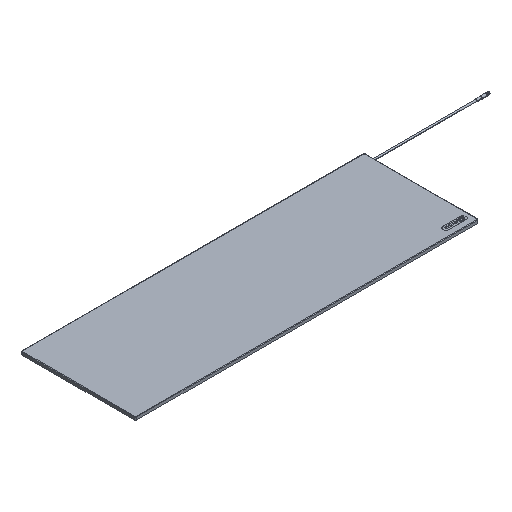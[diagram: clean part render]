
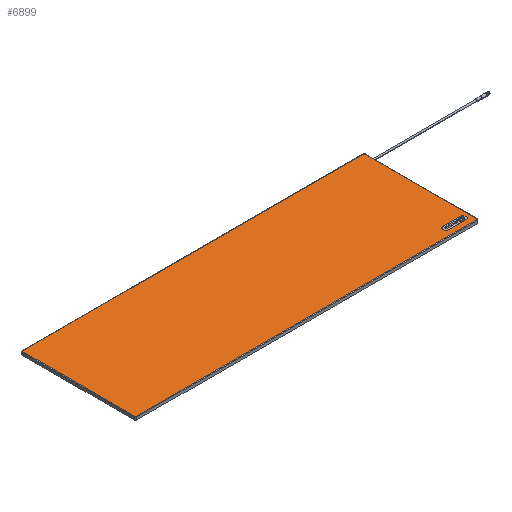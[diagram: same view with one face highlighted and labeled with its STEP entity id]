
A CAD part, isometric view. The second image highlights one B-rep face of the part: STEP entity #6899.
In plain terms, the highlighted face is planar.
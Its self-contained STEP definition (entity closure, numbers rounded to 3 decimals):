
#273 = VERTEX_POINT ( 'NONE', #8815 ) ;
#367 = CARTESIAN_POINT ( 'NONE',  ( 3.5, 8.25, -1. ) ) ;
#412 = PLANE ( 'NONE',  #4772 ) ;
#462 = LINE ( 'NONE', #6240, #2494 ) ;
#473 = VERTEX_POINT ( 'NONE', #5700 ) ;
#661 = EDGE_CURVE ( 'NONE', #273, #4758, #4013, .T. ) ;
#942 = FACE_OUTER_BOUND ( 'NONE', #5750, .T. ) ;
#1183 = VERTEX_POINT ( 'NONE', #4699 ) ;
#1230 = ORIENTED_EDGE ( 'NONE', *, *, #3588, .T. ) ;
#1266 = ORIENTED_EDGE ( 'NONE', *, *, #5097, .T. ) ;
#1482 = VECTOR ( 'NONE', #2657, 1000. ) ;
#1559 = EDGE_CURVE ( 'NONE', #1183, #7879, #4533, .T. ) ;
#1983 = DIRECTION ( 'NONE',  ( 1., 0., 0. ) ) ;
#2044 = CARTESIAN_POINT ( 'NONE',  ( 913.5, 8.25, -3.5 ) ) ;
#2090 = ORIENTED_EDGE ( 'NONE', *, *, #4642, .T. ) ;
#2141 = VERTEX_POINT ( 'NONE', #4205 ) ;
#2310 = EDGE_CURVE ( 'NONE', #473, #2773, #5139, .T. ) ;
#2374 = DIRECTION ( 'NONE',  ( 0., 0., -1. ) ) ;
#2494 = VECTOR ( 'NONE', #1983, 1000. ) ;
#2583 = CARTESIAN_POINT ( 'NONE',  ( 3.5, 8.25, -302.5 ) ) ;
#2657 = DIRECTION ( 'NONE',  ( 0., 0., 1. ) ) ;
#2773 = VERTEX_POINT ( 'NONE', #7337 ) ;
#3381 = DIRECTION ( 'NONE',  ( 0., 1., 0. ) ) ;
#3400 = DIRECTION ( 'NONE',  ( 0., 1., 0. ) ) ;
#3403 = AXIS2_PLACEMENT_3D ( 'NONE', #2044, #9209, #6255 ) ;
#3423 = AXIS2_PLACEMENT_3D ( 'NONE', #7505, #3400, #5430 ) ;
#3540 = DIRECTION ( 'NONE',  ( 0., 0., 1. ) ) ;
#3588 = EDGE_CURVE ( 'NONE', #2773, #273, #6866, .T. ) ;
#4013 = CIRCLE ( 'NONE', #8488, 2.5 ) ;
#4043 = CARTESIAN_POINT ( 'NONE',  ( 916., 8.25, -302.5 ) ) ;
#4072 = CARTESIAN_POINT ( 'NONE',  ( 3.5, 8.25, -3.5 ) ) ;
#4205 = CARTESIAN_POINT ( 'NONE',  ( 913.5, 8.25, -305. ) ) ;
#4420 = VECTOR ( 'NONE', #2374, 1000. ) ;
#4421 = AXIS2_PLACEMENT_3D ( 'NONE', #9140, #7726, #3540 ) ;
#4533 = LINE ( 'NONE', #8785, #4420 ) ;
#4642 = EDGE_CURVE ( 'NONE', #7879, #2141, #7876, .T. ) ;
#4699 = CARTESIAN_POINT ( 'NONE',  ( 916., 8.25, -3.5 ) ) ;
#4758 = VERTEX_POINT ( 'NONE', #367 ) ;
#4772 = AXIS2_PLACEMENT_3D ( 'NONE', #2583, #5293, #8230 ) ;
#4904 = ORIENTED_EDGE ( 'NONE', *, *, #5708, .T. ) ;
#5015 = CIRCLE ( 'NONE', #3403, 2.5 ) ;
#5097 = EDGE_CURVE ( 'NONE', #2141, #473, #5736, .T. ) ;
#5139 = CIRCLE ( 'NONE', #4421, 2.5 ) ;
#5293 = DIRECTION ( 'NONE',  ( 0., 1., 0. ) ) ;
#5338 = EDGE_CURVE ( 'NONE', #6925, #1183, #5015, .T. ) ;
#5430 = DIRECTION ( 'NONE',  ( 0., 0., 1. ) ) ;
#5700 = CARTESIAN_POINT ( 'NONE',  ( 3.5, 8.25, -305. ) ) ;
#5708 = EDGE_CURVE ( 'NONE', #4758, #6925, #462, .T. ) ;
#5736 = LINE ( 'NONE', #7794, #7562 ) ;
#5750 = EDGE_LOOP ( 'NONE', ( #1230, #8208, #4904, #8068, #7333, #2090, #1266, #9131 ) ) ;
#6240 = CARTESIAN_POINT ( 'NONE',  ( 913.5, 8.25, -1. ) ) ;
#6255 = DIRECTION ( 'NONE',  ( 0., 0., 1. ) ) ;
#6392 = DIRECTION ( 'NONE',  ( -1., 0., 0. ) ) ;
#6866 = LINE ( 'NONE', #7519, #1482 ) ;
#6899 = ADVANCED_FACE ( 'NONE', ( #942 ), #412, .T. ) ;
#6925 = VERTEX_POINT ( 'NONE', #8899 ) ;
#7333 = ORIENTED_EDGE ( 'NONE', *, *, #1559, .T. ) ;
#7337 = CARTESIAN_POINT ( 'NONE',  ( 1., 8.25, -302.5 ) ) ;
#7505 = CARTESIAN_POINT ( 'NONE',  ( 913.5, 8.25, -302.5 ) ) ;
#7519 = CARTESIAN_POINT ( 'NONE',  ( 1., 8.25, -3.5 ) ) ;
#7562 = VECTOR ( 'NONE', #6392, 1000. ) ;
#7726 = DIRECTION ( 'NONE',  ( 0., 1., 0. ) ) ;
#7794 = CARTESIAN_POINT ( 'NONE',  ( 3.5, 8.25, -305. ) ) ;
#7876 = CIRCLE ( 'NONE', #3423, 2.5 ) ;
#7879 = VERTEX_POINT ( 'NONE', #4043 ) ;
#8068 = ORIENTED_EDGE ( 'NONE', *, *, #5338, .T. ) ;
#8208 = ORIENTED_EDGE ( 'NONE', *, *, #661, .T. ) ;
#8230 = DIRECTION ( 'NONE',  ( 0., 0., 1. ) ) ;
#8456 = DIRECTION ( 'NONE',  ( 0., 0., 1. ) ) ;
#8488 = AXIS2_PLACEMENT_3D ( 'NONE', #4072, #3381, #8456 ) ;
#8785 = CARTESIAN_POINT ( 'NONE',  ( 916., 8.25, -302.5 ) ) ;
#8815 = CARTESIAN_POINT ( 'NONE',  ( 1., 8.25, -3.5 ) ) ;
#8899 = CARTESIAN_POINT ( 'NONE',  ( 913.5, 8.25, -1. ) ) ;
#9131 = ORIENTED_EDGE ( 'NONE', *, *, #2310, .T. ) ;
#9140 = CARTESIAN_POINT ( 'NONE',  ( 3.5, 8.25, -302.5 ) ) ;
#9209 = DIRECTION ( 'NONE',  ( 0., 1., 0. ) ) ;
